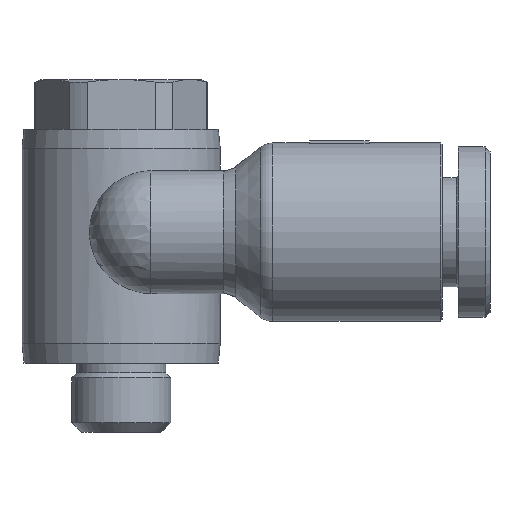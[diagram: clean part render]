
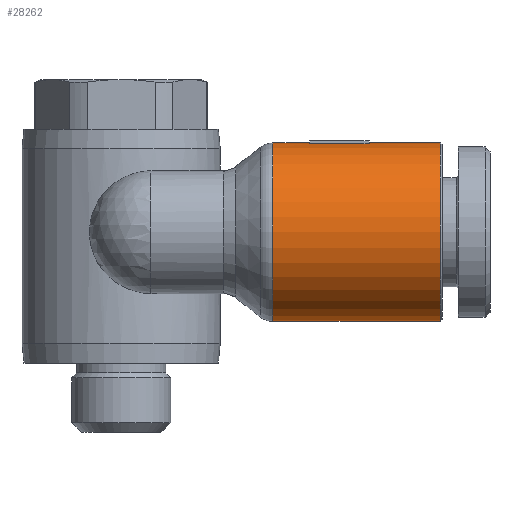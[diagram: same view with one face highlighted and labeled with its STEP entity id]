
A CAD part, front view. The second image highlights one B-rep face of the part: STEP entity #28262.
In plain terms, the highlighted cylindrical face has radius 4.5 mm (diameter 9 mm), a partial arc.
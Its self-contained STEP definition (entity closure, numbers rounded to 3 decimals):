
#311=CARTESIAN_POINT('',(-11.643,9.3,4.5));
#312=VERTEX_POINT('',#311);
#359=CARTESIAN_POINT('',(-11.643,9.3,-4.5));
#360=VERTEX_POINT('',#359);
#370=CARTESIAN_POINT('',(-11.643,9.3,0.));
#371=DIRECTION('',(1.0,0.0,0.0));
#372=DIRECTION('',(0.0,0.0,-1.0));
#373=AXIS2_PLACEMENT_3D('',#370,#371,#372);
#374=CIRCLE('',#373,4.5);
#375=EDGE_CURVE('',#360,#312,#374,.T.);
#479=CARTESIAN_POINT('',(-20.1,9.3,4.5));
#480=VERTEX_POINT('',#479);
#481=CARTESIAN_POINT('',(-16.5,9.3,4.5));
#482=VERTEX_POINT('',#481);
#483=CARTESIAN_POINT('',(-20.1,9.3,4.5));
#484=DIRECTION('',(1.0,0.0,0.0));
#485=VECTOR('',#484,3.6);
#486=LINE('',#483,#485);
#487=EDGE_CURVE('',#480,#482,#486,.T.);
#489=CARTESIAN_POINT('',(-20.1,9.3,-4.5));
#490=VERTEX_POINT('',#489);
#498=CARTESIAN_POINT('',(-11.643,9.3,-4.5));
#499=DIRECTION('',(-1.0,0.0,0.0));
#500=VECTOR('',#499,8.457);
#501=LINE('',#498,#500);
#502=EDGE_CURVE('',#360,#490,#501,.T.);
#537=CARTESIAN_POINT('',(-13.5,9.3,4.5));
#538=VERTEX_POINT('',#537);
#539=CARTESIAN_POINT('',(-13.5,9.3,4.5));
#540=DIRECTION('',(1.0,0.0,0.0));
#541=VECTOR('',#540,1.857);
#542=LINE('',#539,#541);
#543=EDGE_CURVE('',#538,#312,#542,.T.);
#6981=CARTESIAN_POINT('',(-20.1,9.3,0.));
#6982=DIRECTION('',(-1.0,0.0,0.0));
#6983=DIRECTION('',(0.0,0.0,-1.0));
#6984=AXIS2_PLACEMENT_3D('',#6981,#6982,#6983);
#6985=CIRCLE('',#6984,4.5);
#6986=EDGE_CURVE('',#480,#490,#6985,.T.);
#28226=CARTESIAN_POINT('',(-15.15,9.3,0.));
#28227=DIRECTION('',(1.0,0.,0.));
#28228=DIRECTION('',(0.0,0.0,1.0));
#28229=AXIS2_PLACEMENT_3D('',#28226,#28227,#28228);
#28230=CYLINDRICAL_SURFACE('',#28229,4.5);
#28231=ORIENTED_EDGE('',*,*,#487,.T.);
#28232=CARTESIAN_POINT('',(-16.5,9.8,4.472));
#28233=VERTEX_POINT('',#28232);
#28234=CARTESIAN_POINT('',(-16.5,9.3,0.));
#28235=DIRECTION('',(1.0,0.0,0.0));
#28236=DIRECTION('',(0.0,0.0,1.0));
#28237=AXIS2_PLACEMENT_3D('',#28234,#28235,#28236);
#28238=CIRCLE('',#28237,4.5);
#28239=EDGE_CURVE('',#28233,#482,#28238,.T.);
#28240=ORIENTED_EDGE('',*,*,#28239,.F.);
#28241=CARTESIAN_POINT('',(-13.5,9.8,4.472));
#28242=VERTEX_POINT('',#28241);
#28243=CARTESIAN_POINT('',(-13.5,9.8,4.472));
#28244=DIRECTION('',(-1.0,0.0,0.0));
#28245=VECTOR('',#28244,3.);
#28246=LINE('',#28243,#28245);
#28247=EDGE_CURVE('',#28242,#28233,#28246,.T.);
#28248=ORIENTED_EDGE('',*,*,#28247,.F.);
#28249=CARTESIAN_POINT('',(-13.5,9.3,0.));
#28250=DIRECTION('',(-1.0,0.0,0.0));
#28251=DIRECTION('',(0.0,0.0,1.0));
#28252=AXIS2_PLACEMENT_3D('',#28249,#28250,#28251);
#28253=CIRCLE('',#28252,4.5);
#28254=EDGE_CURVE('',#538,#28242,#28253,.T.);
#28255=ORIENTED_EDGE('',*,*,#28254,.F.);
#28256=ORIENTED_EDGE('',*,*,#543,.T.);
#28257=ORIENTED_EDGE('',*,*,#375,.F.);
#28258=ORIENTED_EDGE('',*,*,#502,.T.);
#28259=ORIENTED_EDGE('',*,*,#6986,.F.);
#28260=EDGE_LOOP('',(#28231,#28240,#28248,#28255,#28256,#28257,#28258,#28259));
#28261=FACE_OUTER_BOUND('',#28260,.T.);
#28262=ADVANCED_FACE('',(#28261),#28230,.T.);
